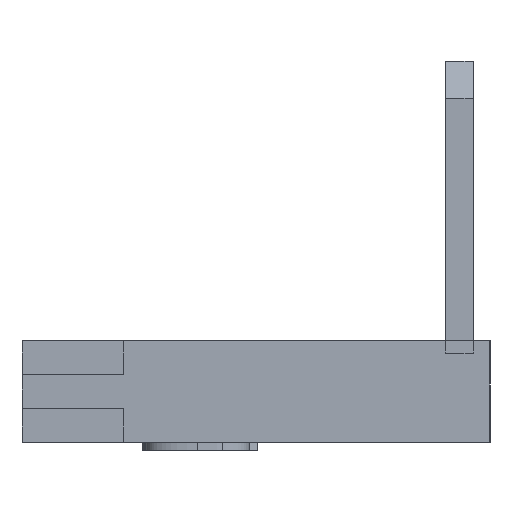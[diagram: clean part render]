
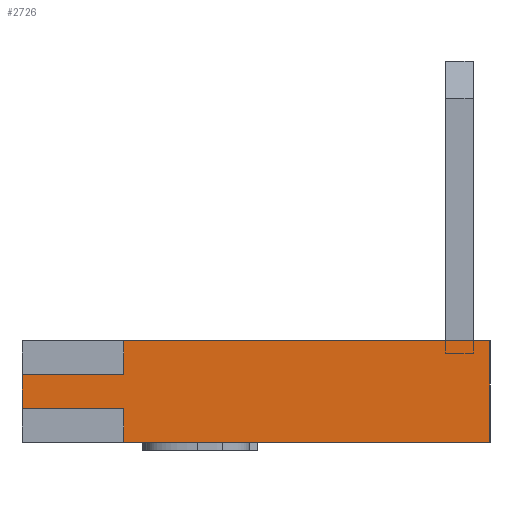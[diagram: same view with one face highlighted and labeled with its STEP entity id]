
A CAD part, left-side view. The second image highlights one B-rep face of the part: STEP entity #2726.
In plain terms, the highlighted planar face has unit normal (-1, 0, 0).
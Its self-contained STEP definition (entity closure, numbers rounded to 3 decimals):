
#1290 = FACE_OUTER_BOUND ( 'NONE', #3626, .T. ) ;
#1318 = CARTESIAN_POINT ( 'NONE',  ( -55.65, 4.906, -1.1 ) ) ;
#1650 = VECTOR ( 'NONE', #24929, 1000. ) ;
#1888 = VERTEX_POINT ( 'NONE', #6882 ) ;
#2726 = ADVANCED_FACE ( 'NONE', ( #1290 ), #19886, .T. ) ;
#3272 = DIRECTION ( 'NONE',  ( 0., -1., 0. ) ) ;
#3621 = LINE ( 'NONE', #1318, #14767 ) ;
#3626 = EDGE_LOOP ( 'NONE', ( #5903, #14702, #28858, #12327, #28894, #17615, #4244, #16166 ) ) ;
#4244 = ORIENTED_EDGE ( 'NONE', *, *, #8380, .F. ) ;
#5046 = CARTESIAN_POINT ( 'NONE',  ( -55.65, 1.906, -0.1 ) ) ;
#5385 = VERTEX_POINT ( 'NONE', #23309 ) ;
#5387 = CARTESIAN_POINT ( 'NONE',  ( -55.65, 1.906, 0.9 ) ) ;
#5511 = CARTESIAN_POINT ( 'NONE',  ( -55.65, -8.894, -1.1 ) ) ;
#5903 = ORIENTED_EDGE ( 'NONE', *, *, #7682, .T. ) ;
#6135 = VECTOR ( 'NONE', #23965, 1000. ) ;
#6181 = EDGE_CURVE ( 'NONE', #12272, #13097, #15743, .T. ) ;
#6882 = CARTESIAN_POINT ( 'NONE',  ( -55.65, 4.906, -0.1 ) ) ;
#6945 = DIRECTION ( 'NONE',  ( 0., 0., 1. ) ) ;
#7496 = DIRECTION ( 'NONE',  ( 0., -1., 0. ) ) ;
#7498 = EDGE_CURVE ( 'NONE', #17385, #1888, #21461, .T. ) ;
#7682 = EDGE_CURVE ( 'NONE', #17385, #12272, #12409, .T. ) ;
#7884 = LINE ( 'NONE', #9054, #12413 ) ;
#8380 = EDGE_CURVE ( 'NONE', #1888, #12641, #3621, .T. ) ;
#8479 = VECTOR ( 'NONE', #27985, 1000. ) ;
#8915 = CARTESIAN_POINT ( 'NONE',  ( -55.65, -8.894, -1.1 ) ) ;
#9054 = CARTESIAN_POINT ( 'NONE',  ( -55.65, 1.906, 0.9 ) ) ;
#10682 = CARTESIAN_POINT ( 'NONE',  ( -55.65, 1.906, -0.1 ) ) ;
#11146 = DIRECTION ( 'NONE',  ( 0., 0., 1. ) ) ;
#12272 = VERTEX_POINT ( 'NONE', #15982 ) ;
#12327 = ORIENTED_EDGE ( 'NONE', *, *, #18011, .F. ) ;
#12409 = LINE ( 'NONE', #22337, #1650 ) ;
#12413 = VECTOR ( 'NONE', #6945, 1000. ) ;
#12547 = VERTEX_POINT ( 'NONE', #23692 ) ;
#12641 = VERTEX_POINT ( 'NONE', #22098 ) ;
#13097 = VERTEX_POINT ( 'NONE', #5511 ) ;
#13149 = AXIS2_PLACEMENT_3D ( 'NONE', #8915, #22328, #11146 ) ;
#13468 = EDGE_CURVE ( 'NONE', #12641, #12547, #17863, .T. ) ;
#13630 = DIRECTION ( 'NONE',  ( 0., 0., 1. ) ) ;
#13965 = EDGE_CURVE ( 'NONE', #13097, #17766, #16056, .T. ) ;
#14702 = ORIENTED_EDGE ( 'NONE', *, *, #6181, .T. ) ;
#14767 = VECTOR ( 'NONE', #19032, 1000. ) ;
#15289 = VECTOR ( 'NONE', #7496, 1000. ) ;
#15743 = LINE ( 'NONE', #27673, #21990 ) ;
#15982 = CARTESIAN_POINT ( 'NONE',  ( -55.65, 1.906, -1.1 ) ) ;
#16056 = LINE ( 'NONE', #24503, #16763 ) ;
#16166 = ORIENTED_EDGE ( 'NONE', *, *, #7498, .F. ) ;
#16763 = VECTOR ( 'NONE', #13630, 1000. ) ;
#17385 = VERTEX_POINT ( 'NONE', #5046 ) ;
#17615 = ORIENTED_EDGE ( 'NONE', *, *, #13468, .F. ) ;
#17766 = VERTEX_POINT ( 'NONE', #26090 ) ;
#17863 = LINE ( 'NONE', #5387, #8479 ) ;
#18011 = EDGE_CURVE ( 'NONE', #5385, #17766, #27931, .T. ) ;
#19032 = DIRECTION ( 'NONE',  ( 0., 0., 1. ) ) ;
#19372 = EDGE_CURVE ( 'NONE', #12547, #5385, #7884, .T. ) ;
#19886 = PLANE ( 'NONE',  #13149 ) ;
#21461 = LINE ( 'NONE', #10682, #6135 ) ;
#21990 = VECTOR ( 'NONE', #3272, 1000. ) ;
#22098 = CARTESIAN_POINT ( 'NONE',  ( -55.65, 4.906, 0.9 ) ) ;
#22328 = DIRECTION ( 'NONE',  ( -1., 0., 0. ) ) ;
#22337 = CARTESIAN_POINT ( 'NONE',  ( -55.65, 1.906, -0.1 ) ) ;
#23309 = CARTESIAN_POINT ( 'NONE',  ( -55.65, 1.906, 1.9 ) ) ;
#23692 = CARTESIAN_POINT ( 'NONE',  ( -55.65, 1.906, 0.9 ) ) ;
#23965 = DIRECTION ( 'NONE',  ( 0., 1., 0. ) ) ;
#24503 = CARTESIAN_POINT ( 'NONE',  ( -55.65, -8.894, -1.1 ) ) ;
#24929 = DIRECTION ( 'NONE',  ( 0., 0., -1. ) ) ;
#25360 = CARTESIAN_POINT ( 'NONE',  ( -55.65, -8.894, 1.9 ) ) ;
#26090 = CARTESIAN_POINT ( 'NONE',  ( -55.65, -8.894, 1.9 ) ) ;
#27673 = CARTESIAN_POINT ( 'NONE',  ( -55.65, -8.894, -1.1 ) ) ;
#27931 = LINE ( 'NONE', #25360, #15289 ) ;
#27985 = DIRECTION ( 'NONE',  ( 0., -1., 0. ) ) ;
#28858 = ORIENTED_EDGE ( 'NONE', *, *, #13965, .T. ) ;
#28894 = ORIENTED_EDGE ( 'NONE', *, *, #19372, .F. ) ;
